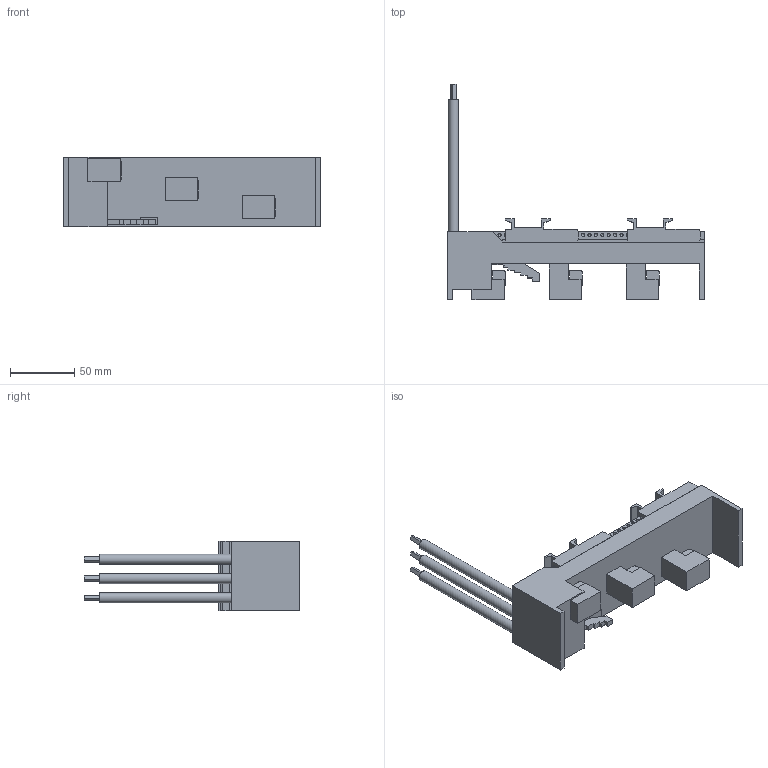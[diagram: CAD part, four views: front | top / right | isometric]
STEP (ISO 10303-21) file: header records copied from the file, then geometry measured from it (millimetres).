
FILE_DESCRIPTION((''),'2;1');
FILE_NAME('32455000.stp','2007-12-22T11:39:14',('Hubert Lenker'),(''),'Autodesk Inventor 10','Autodesk Inventor 10','');
FILE_SCHEMA(('AUTOMOTIVE_DESIGN { 1 0 10303 214 1 1 1 1 }'));
Length unit declared in the file: millimetre
Products named in the file (5): 32455000; Basis54x200; AWG8; 79351000; 80034000
Assembly tree (8 placements, depth 2):
  32455000
    Basis54x200
    AWG8  x3
    79351000  x2
    80034000  x2
Bounding box: 200 x 168 x 54 mm (x, y, z)
Volume: 322563.2 mm3; surface area: 88982.4 mm2
Topology: 8 solids, 8 shells, 549 faces, 1547 edges, 1030 vertices
Faces by surface type: bspline 247, plane 220, cylinder 46, cone 32, torus 4
Full cylindrical faces by diameter (mm): 2.159 x2, 2.5 x32, 4.931 x2, 8 x3
Entity records: 14128 total; most frequent: CARTESIAN_POINT 5646, DIRECTION 1552, ORIENTED_EDGE 1510, EDGE_CURVE 755, EDGE_LOOP 750, VERTEX_POINT 597, AXIS2_PLACEMENT_3D 567, FACE_OUTER_BOUND 450
